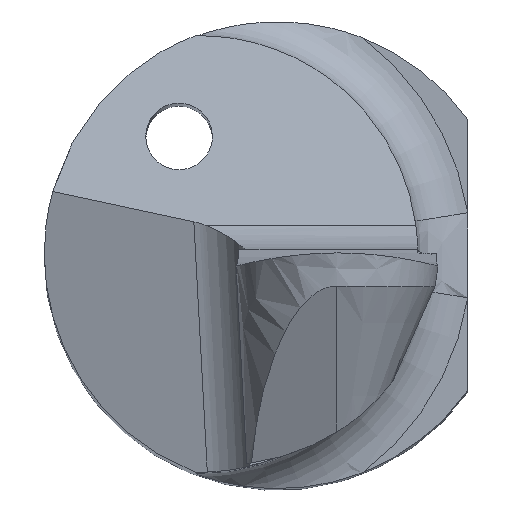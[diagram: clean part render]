
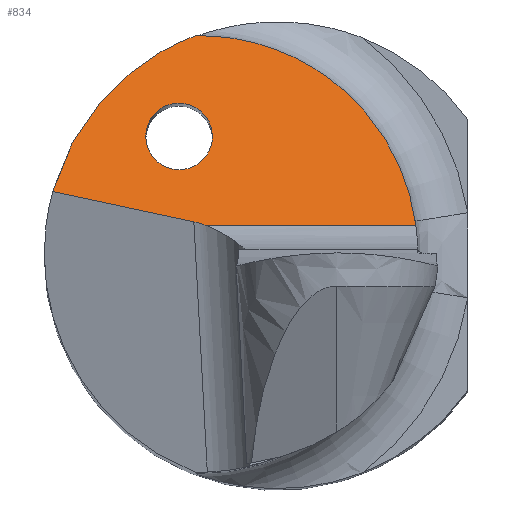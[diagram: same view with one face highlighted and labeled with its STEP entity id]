
A CAD part, top view. The second image highlights one B-rep face of the part: STEP entity #834.
In plain terms, the highlighted planar face has unit normal (0, 0.766, 0.643).
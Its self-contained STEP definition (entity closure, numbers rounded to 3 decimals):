
#21 = CARTESIAN_POINT ( 'NONE',  ( -1.073, 0.424, 28.397 ) ) ;
#48 = FACE_OUTER_BOUND ( 'NONE', #457, .T. ) ;
#84 = CARTESIAN_POINT ( 'NONE',  ( -3.248, 0.908, 27.821 ) ) ;
#103 = ORIENTED_EDGE ( 'NONE', *, *, #153, .F. ) ;
#106 = CARTESIAN_POINT ( 'NONE',  ( -1.132, 0.447, 28.37 ) ) ;
#152 = CARTESIAN_POINT ( 'NONE',  ( -0.978, 0.762, 27.995 ) ) ;
#153 = EDGE_CURVE ( 'NONE', #410, #891, #872, .T. ) ;
#166 = VERTEX_POINT ( 'NONE', #1112 ) ;
#168 = CARTESIAN_POINT ( 'NONE',  ( -1.257, 0.48, 28.332 ) ) ;
#171 = ORIENTED_EDGE ( 'NONE', *, *, #1009, .T. ) ;
#180 = EDGE_CURVE ( 'NONE', #166, #1019, #960, .T. ) ;
#218 = CARTESIAN_POINT ( 'NONE',  ( 1.845, 2.163, 26.325 ) ) ;
#327 = FACE_BOUND ( 'NONE', #671, .T. ) ;
#410 = VERTEX_POINT ( 'NONE', #967 ) ;
#447 = EDGE_CURVE ( 'NONE', #818, #1106, #1129, .T. ) ;
#457 = EDGE_LOOP ( 'NONE', ( #508, #171, #926, #832, #738 ) ) ;
#465 = DIRECTION ( 'NONE',  ( 0.948, -0.204, 0.243 ) ) ;
#508 = ORIENTED_EDGE ( 'NONE', *, *, #180, .F. ) ;
#510 = DIRECTION ( 'NONE',  ( 0., 0.643, -0.766 ) ) ;
#518 = CARTESIAN_POINT ( 'NONE',  ( -1.978, 1.762, 26.803 ) ) ;
#524 = CARTESIAN_POINT ( 'NONE',  ( 2.072, 0.424, 28.397 ) ) ;
#532 = CARTESIAN_POINT ( 'NONE',  ( -0.978, 1.762, 26.803 ) ) ;
#564 = LINE ( 'NONE', #84, #1151 ) ;
#615 = VECTOR ( 'NONE', #622, 1000. ) ;
#618 = CARTESIAN_POINT ( 'NONE',  ( -3.373, 0.935, 27.789 ) ) ;
#620 = CARTESIAN_POINT ( 'NONE',  ( -3.5, 0.424, 28.397 ) ) ;
#622 = DIRECTION ( 'NONE',  ( 1., 0., 0. ) ) ;
#646 = CARTESIAN_POINT ( 'NONE',  ( -0.978, 1.762, 26.803 ) ) ;
#651 = CARTESIAN_POINT ( 'NONE',  ( -0.978, 2.762, 25.611 ) ) ;
#670 = EDGE_CURVE ( 'NONE', #1106, #862, #1013, .T. ) ;
#671 = EDGE_LOOP ( 'NONE', ( #1077, #103 ) ) ;
#719 = CARTESIAN_POINT ( 'NONE',  ( -3.5, 0.424, 28.397 ) ) ;
#738 = ORIENTED_EDGE ( 'NONE', *, *, #949, .F. ) ;
#769 = CARTESIAN_POINT ( 'NONE',  ( -1.978, 1.762, 26.803 ) ) ;
#778 =( BOUNDED_CURVE ( )  B_SPLINE_CURVE ( 3, ( #1119, #1229, #152, #646 ),
 .UNSPECIFIED., .F., .T. ) 
 B_SPLINE_CURVE_WITH_KNOTS ( ( 4, 4 ),
 ( 1.571, 4.712 ),
 .UNSPECIFIED. ) 
 CURVE ( )  GEOMETRIC_REPRESENTATION_ITEM ( )  RATIONAL_B_SPLINE_CURVE ( ( 1., 0.333, 0.333, 1. ) ) 
 REPRESENTATION_ITEM ( '' )  );
#792 = CARTESIAN_POINT ( 'NONE',  ( -1.257, 0.48, 28.332 ) ) ;
#808 = CARTESIAN_POINT ( 'NONE',  ( 2.072, 0.424, 28.397 ) ) ;
#812 = CARTESIAN_POINT ( 'NONE',  ( -3.069, 2.032, 26.482 ) ) ;
#816 = DIRECTION ( 'NONE',  ( 0., -0.766, -0.643 ) ) ;
#818 = VERTEX_POINT ( 'NONE', #792 ) ;
#830 = CARTESIAN_POINT ( 'NONE',  ( -1.236, 3.274, 25.001 ) ) ;
#832 = ORIENTED_EDGE ( 'NONE', *, *, #670, .T. ) ;
#834 = ADVANCED_FACE ( 'NONE', ( #327, #48 ), #920, .F. ) ;
#836 = CARTESIAN_POINT ( 'NONE',  ( -2.301, 2.872, 25.48 ) ) ;
#859 = CARTESIAN_POINT ( 'NONE',  ( -1.236, 3.274, 25.001 ) ) ;
#862 = VERTEX_POINT ( 'NONE', #808 ) ;
#872 =( BOUNDED_CURVE ( )  B_SPLINE_CURVE ( 3, ( #532, #651, #927, #769 ),
 .UNSPECIFIED., .F., .F. ) 
 B_SPLINE_CURVE_WITH_KNOTS ( ( 4, 4 ),
 ( 4.712, 7.854 ),
 .UNSPECIFIED. ) 
 CURVE ( )  GEOMETRIC_REPRESENTATION_ITEM ( )  RATIONAL_B_SPLINE_CURVE ( ( 1., 0.333, 0.333, 1. ) ) 
 REPRESENTATION_ITEM ( '' )  );
#886 = CARTESIAN_POINT ( 'NONE',  ( -1.194, 0.466, 28.348 ) ) ;
#891 = VERTEX_POINT ( 'NONE', #518 ) ;
#920 = PLANE ( 'NONE',  #1257 ) ;
#926 = ORIENTED_EDGE ( 'NONE', *, *, #447, .T. ) ;
#927 = CARTESIAN_POINT ( 'NONE',  ( -1.978, 2.762, 25.611 ) ) ;
#932 = CARTESIAN_POINT ( 'NONE',  ( -1.236, 3.274, 25.001 ) ) ;
#949 = EDGE_CURVE ( 'NONE', #1019, #862, #1266, .T. ) ;
#960 =( BOUNDED_CURVE ( )  B_SPLINE_CURVE ( 3, ( #618, #812, #836, #830 ),
 .UNSPECIFIED., .F., .T. ) 
 B_SPLINE_CURVE_WITH_KNOTS ( ( 4, 4 ),
 ( 4.983, 5.922 ),
 .UNSPECIFIED. ) 
 CURVE ( )  GEOMETRIC_REPRESENTATION_ITEM ( )  RATIONAL_B_SPLINE_CURVE ( ( 1., 0.928, 0.928, 1. ) ) 
 REPRESENTATION_ITEM ( '' )  );
#967 = CARTESIAN_POINT ( 'NONE',  ( -0.978, 1.762, 26.803 ) ) ;
#1009 = EDGE_CURVE ( 'NONE', #166, #818, #564, .T. ) ;
#1013 = LINE ( 'NONE', #719, #615 ) ;
#1019 = VERTEX_POINT ( 'NONE', #859 ) ;
#1077 = ORIENTED_EDGE ( 'NONE', *, *, #1239, .F. ) ;
#1102 = CARTESIAN_POINT ( 'NONE',  ( 0.517, 3.307, 24.962 ) ) ;
#1106 = VERTEX_POINT ( 'NONE', #21 ) ;
#1112 = CARTESIAN_POINT ( 'NONE',  ( -3.373, 0.935, 27.789 ) ) ;
#1119 = CARTESIAN_POINT ( 'NONE',  ( -1.978, 1.762, 26.803 ) ) ;
#1129 =( BOUNDED_CURVE ( )  B_SPLINE_CURVE ( 3, ( #168, #886, #106, #1279 ),
 .UNSPECIFIED., .F., .T. ) 
 B_SPLINE_CURVE_WITH_KNOTS ( ( 4, 4 ),
 ( 3.473, 3.667 ),
 .UNSPECIFIED. ) 
 CURVE ( )  GEOMETRIC_REPRESENTATION_ITEM ( )  RATIONAL_B_SPLINE_CURVE ( ( 1., 0.997, 0.997, 1. ) ) 
 REPRESENTATION_ITEM ( '' )  );
#1151 = VECTOR ( 'NONE', #465, 1000. ) ;
#1229 = CARTESIAN_POINT ( 'NONE',  ( -1.978, 0.762, 27.995 ) ) ;
#1239 = EDGE_CURVE ( 'NONE', #891, #410, #778, .T. ) ;
#1257 = AXIS2_PLACEMENT_3D ( 'NONE', #620, #816, #510 ) ;
#1266 =( BOUNDED_CURVE ( )  B_SPLINE_CURVE ( 3, ( #932, #1102, #218, #524 ),
 .UNSPECIFIED., .F., .F. ) 
 B_SPLINE_CURVE_WITH_KNOTS ( ( 4, 4 ),
 ( 6.265, 7.724 ),
 .UNSPECIFIED. ) 
 CURVE ( )  GEOMETRIC_REPRESENTATION_ITEM ( )  RATIONAL_B_SPLINE_CURVE ( ( 1., 0.83, 0.83, 1. ) ) 
 REPRESENTATION_ITEM ( '' )  );
#1279 = CARTESIAN_POINT ( 'NONE',  ( -1.073, 0.424, 28.397 ) ) ;
